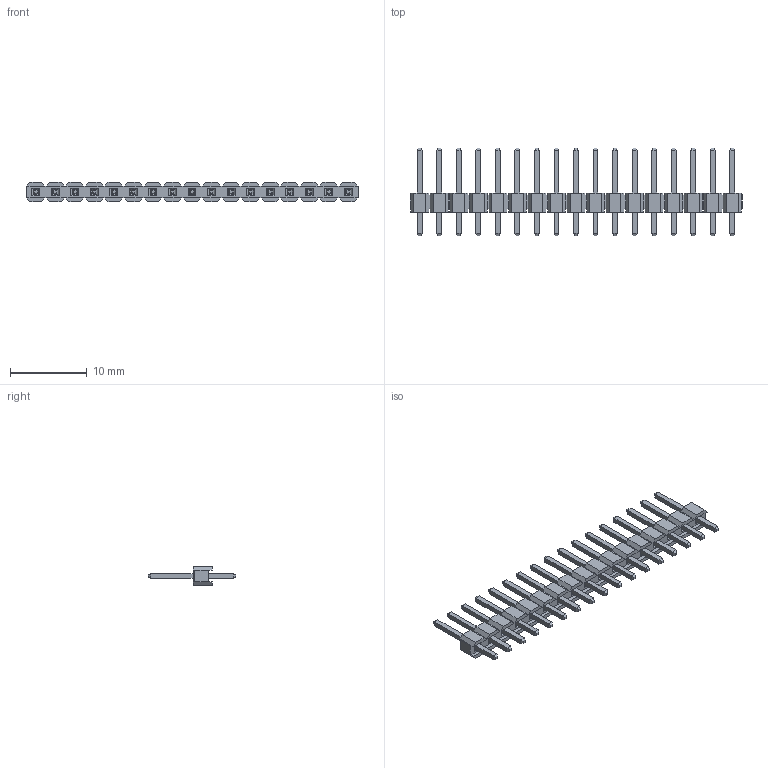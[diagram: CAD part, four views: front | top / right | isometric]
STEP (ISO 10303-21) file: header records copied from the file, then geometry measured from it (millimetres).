
FILE_DESCRIPTION (( 'STEP AP203' ), '1' );
FILE_NAME ('_ _ _C017SAAN-RC.STEP', '2016-06-08T07:19:28', ( 'LUANN HERRING' ), ( 'SULLINS' ), 'SwSTEP 2.0', 'SolidWorks 2015', '' );
FILE_SCHEMA (( 'CONFIG_CONTROL_DESIGN' ));
Length unit declared in the file: inch
Products named in the file (2): _ _ _C017SAAN-RC
Bounding box: 43.18 x 11.39 x 2.54 mm (x, y, z)
Volume: 276.2 mm3; surface area: 1070.9 mm2
Topology: 18 solids, 18 shells, 652 faces, 1508 edges, 892 vertices
Faces by surface type: plane 652
Entity records: 17823 total; most frequent: CARTESIAN_POINT 3054, ORIENTED_EDGE 3016, DIRECTION 2816, EDGE_CURVE 1508, VECTOR 1508, LINE 1508, VERTEX_POINT 892, EDGE_LOOP 686
